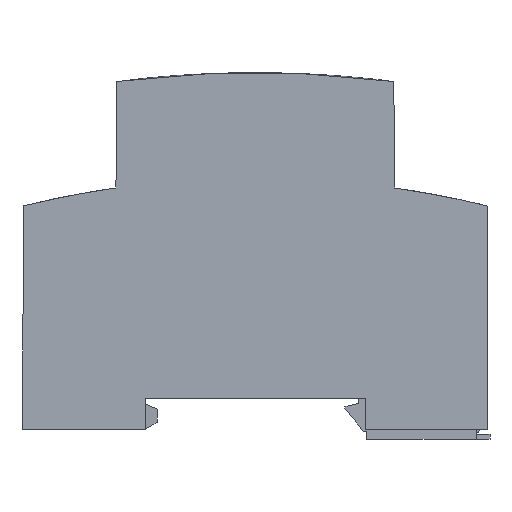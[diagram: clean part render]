
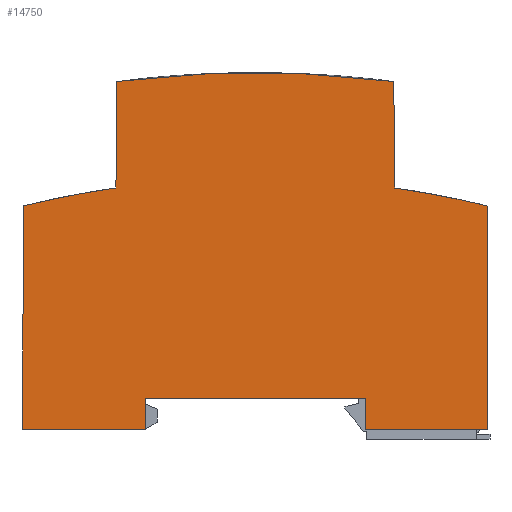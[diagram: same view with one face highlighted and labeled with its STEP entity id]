
A CAD part, left-side view. The second image highlights one B-rep face of the part: STEP entity #14750.
In plain terms, the highlighted face is planar.
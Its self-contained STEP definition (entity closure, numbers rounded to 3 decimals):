
#800=CARTESIAN_POINT('',(45.021,16.056,
-20.256));
#810=DIRECTION('',(1.,0.,0.));
#820=VECTOR('',#810,1.);
#830=LINE('',#800,#820);
#840=CARTESIAN_POINT('',(31.841,16.056,
-20.256));
#850=VERTEX_POINT('',#840);
#860=CARTESIAN_POINT('',(51.591,16.056,
-20.256));
#870=VERTEX_POINT('',#860);
#880=EDGE_CURVE('',#850,#870,#830,.T.);
#8700=CARTESIAN_POINT('',(47.008,72.125,
-20.256));
#8710=VERTEX_POINT('',#8700);
#8740=CARTESIAN_POINT('',(69.341,-101.444,
-20.256));
#8750=DIRECTION('',(0.,0.,-1.));
#8760=DIRECTION('',(-1.,0.,0.));
#8770=AXIS2_PLACEMENT_3D('',#8740,#8750,#8760);
#8780=CIRCLE('',#8770,175.);
#8790=CARTESIAN_POINT('',(91.675,72.125,
-20.256));
#8800=VERTEX_POINT('',#8790);
#8810=EDGE_CURVE('',#8710,#8800,#8780,.T.);
#13750=CARTESIAN_POINT('',(46.858,54.948,
-20.256));
#13760=VERTEX_POINT('',#13750);
#13790=CARTESIAN_POINT('',(46.861,55.264,
-20.256));
#13800=DIRECTION('',(-0.009,-1.,
0.));
#13810=VECTOR('',#13800,1.);
#13820=LINE('',#13790,#13810);
#13830=EDGE_CURVE('',#8710,#13760,#13820,.T.);
#13950=CARTESIAN_POINT('',(69.341,23.506,
-20.256));
#13960=DIRECTION('',(0.,0.,-1.));
#13970=DIRECTION('',(-1.,0.,0.));
#13980=AXIS2_PLACEMENT_3D('',#13950,#13960,#13970);
#13990=PLANE('',#13980);
#14000=CARTESIAN_POINT('',(69.341,-101.444,
-20.256));
#14010=DIRECTION('',(0.,0.,-1.));
#14020=DIRECTION('',(-1.,0.,0.));
#14030=AXIS2_PLACEMENT_3D('',#14000,#14010,#14020);
#14040=CIRCLE('',#14030,158.);
#14050=CARTESIAN_POINT('',(31.841,52.042,
-20.256));
#14060=VERTEX_POINT('',#14050);
#14070=EDGE_CURVE('',#14060,#13760,#14040,.T.);
#14080=ORIENTED_EDGE('',*,*,#14070,.T.);
#14090=CARTESIAN_POINT('',(31.841,55.264,
-20.256));
#14100=DIRECTION('',(0.,1.,0.));
#14110=VECTOR('',#14100,1.);
#14120=LINE('',#14090,#14110);
#14130=EDGE_CURVE('',#850,#14060,#14120,.T.);
#14140=ORIENTED_EDGE('',*,*,#14130,.T.);
#14150=ORIENTED_EDGE('',*,*,#880,.F.);
#14160=CARTESIAN_POINT('',(51.591,55.264,
-20.256));
#14170=DIRECTION('',(0.,-1.,0.));
#14180=VECTOR('',#14170,1.);
#14190=LINE('',#14160,#14180);
#14200=CARTESIAN_POINT('',(51.591,21.056,
-20.256));
#14210=VERTEX_POINT('',#14200);
#14220=EDGE_CURVE('',#14210,#870,#14190,.T.);
#14230=ORIENTED_EDGE('',*,*,#14220,.T.);
#14240=CARTESIAN_POINT('',(45.021,21.056,
-20.256));
#14250=DIRECTION('',(1.,0.,0.));
#14260=VECTOR('',#14250,1.);
#14270=LINE('',#14240,#14260);
#14280=CARTESIAN_POINT('',(87.091,21.056,
-20.256));
#14290=VERTEX_POINT('',#14280);
#14300=EDGE_CURVE('',#14210,#14290,#14270,.T.);
#14310=ORIENTED_EDGE('',*,*,#14300,.F.);
#14320=CARTESIAN_POINT('',(87.091,55.264,
-20.256));
#14330=DIRECTION('',(0.,-1.,0.));
#14340=VECTOR('',#14330,1.);
#14350=LINE('',#14320,#14340);
#14360=CARTESIAN_POINT('',(87.091,16.056,
-20.256));
#14370=VERTEX_POINT('',#14360);
#14380=EDGE_CURVE('',#14290,#14370,#14350,.T.);
#14390=ORIENTED_EDGE('',*,*,#14380,.F.);
#14400=CARTESIAN_POINT('',(45.021,16.056,
-20.256));
#14410=DIRECTION('',(1.,0.,0.));
#14420=VECTOR('',#14410,1.);
#14430=LINE('',#14400,#14420);
#14440=CARTESIAN_POINT('',(106.975,16.056,
-20.256));
#14450=VERTEX_POINT('',#14440);
#14460=EDGE_CURVE('',#14370,#14450,#14430,.T.);
#14470=ORIENTED_EDGE('',*,*,#14460,.F.);
#14480=CARTESIAN_POINT('',(106.633,55.264,
-20.256));
#14490=DIRECTION('',(0.009,-1.,
0.));
#14500=VECTOR('',#14490,1.);
#14510=LINE('',#14480,#14500);
#14520=CARTESIAN_POINT('',(106.661,52.086,
-20.256));
#14530=VERTEX_POINT('',#14520);
#14540=EDGE_CURVE('',#14530,#14450,#14510,.T.);
#14550=ORIENTED_EDGE('',*,*,#14540,.T.);
#14560=CARTESIAN_POINT('',(69.341,-101.444,
-20.256));
#14570=DIRECTION('',(0.,0.,-1.));
#14580=DIRECTION('',(-1.,0.,0.));
#14590=AXIS2_PLACEMENT_3D('',#14560,#14570,#14580);
#14600=CIRCLE('',#14590,158.);
#14610=CARTESIAN_POINT('',(91.825,54.948,
-20.256));
#14620=VERTEX_POINT('',#14610);
#14630=EDGE_CURVE('',#14620,#14530,#14600,.T.);
#14640=ORIENTED_EDGE('',*,*,#14630,.T.);
#14650=CARTESIAN_POINT('',(91.822,55.264,
-20.256));
#14660=DIRECTION('',(-0.009,1.,
0.));
#14670=VECTOR('',#14660,1.);
#14680=LINE('',#14650,#14670);
#14690=EDGE_CURVE('',#14620,#8800,#14680,.T.);
#14700=ORIENTED_EDGE('',*,*,#14690,.F.);
#14710=ORIENTED_EDGE('',*,*,#8810,.T.);
#14720=ORIENTED_EDGE('',*,*,#13830,.F.);
#14730=EDGE_LOOP('',(#14720,#14710,#14700,#14640,#14550,#14470,#14390,
#14310,#14230,#14150,#14140,#14080));
#14740=FACE_OUTER_BOUND('',#14730,.T.);
#14750=ADVANCED_FACE('',(#14740),#13990,.T.);
